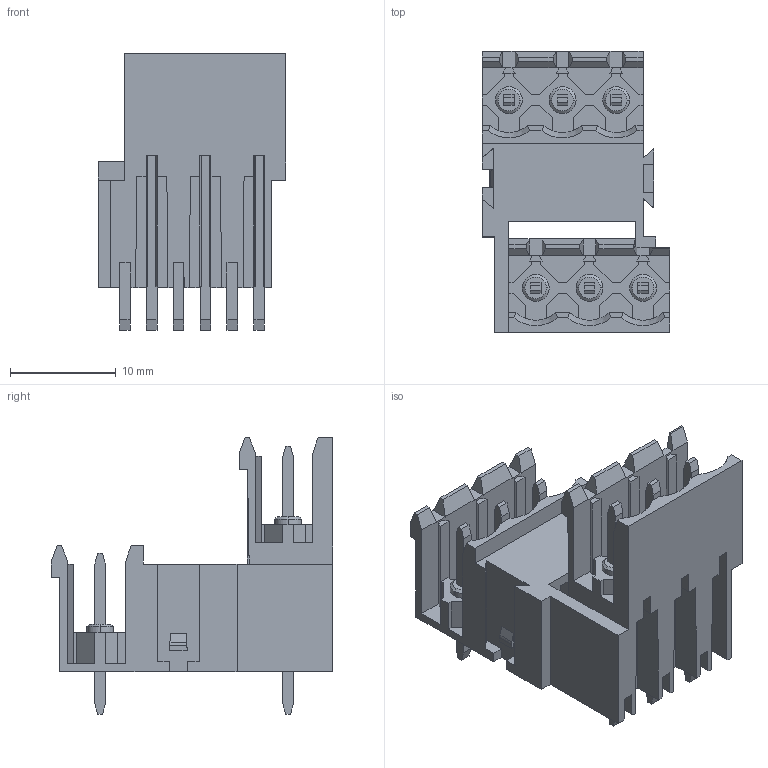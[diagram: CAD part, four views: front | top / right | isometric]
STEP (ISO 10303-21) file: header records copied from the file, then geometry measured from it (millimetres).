
FILE_DESCRIPTION (( 'STEP AP203' ), '1' );
FILE_NAME ('SOKETLI BASKILI DEVRE KLEMENSI - 5,08 MM KATLI ERKEK 180 - 3 LÜ.STEP', '2018-09-17T11:55:51', ( 'user' ), ( '' ), 'SwSTEP 2.0', 'SolidWorks 2016', '' );
FILE_SCHEMA (( 'CONFIG_CONTROL_DESIGN' ));
Length unit declared in the file: millimetre
Products named in the file (1): SOKETLI BASKILI DEVRE KLEMENSI - 5,08 MM KATLI ERKEK 180 - 3 LÜ
Bounding box: 17.78 x 26.63 x 26.16 mm (x, y, z)
Volume: 2493.7 mm3; surface area: 5510.9 mm2
Topology: 1 solids, 1 shells, 556 faces, 1547 edges, 1010 vertices
Faces by surface type: plane 507, cylinder 25, cone 24
Entity records: 17522 total; most frequent: CARTESIAN_POINT 3174, ORIENTED_EDGE 3094, DIRECTION 2725, EDGE_CURVE 1547, VECTOR 1443, LINE 1443, VERTEX_POINT 1010, AXIS2_PLACEMENT_3D 641
